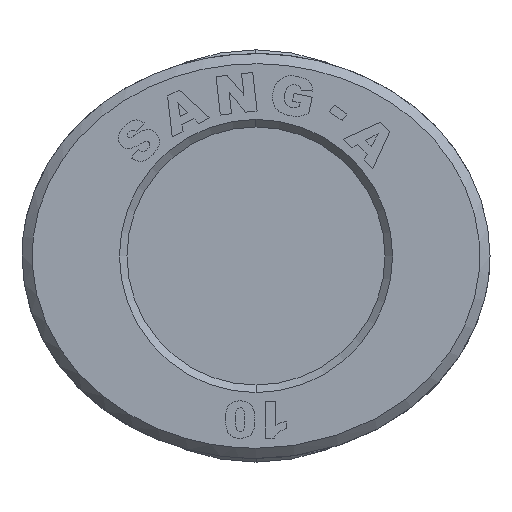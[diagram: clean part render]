
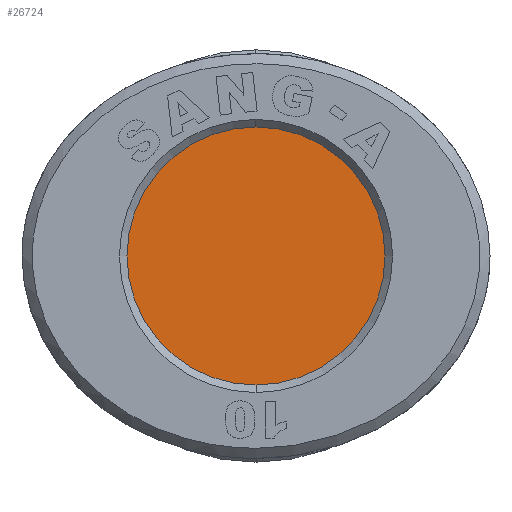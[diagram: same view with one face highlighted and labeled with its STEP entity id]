
A CAD part, left-side view. The second image highlights one B-rep face of the part: STEP entity #26724.
In plain terms, the highlighted planar face has unit normal (-1, 0, 0).
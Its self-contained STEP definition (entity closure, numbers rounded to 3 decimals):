
#409=CARTESIAN_POINT('',(-14.854,0.,5.1));
#410=VERTEX_POINT('',#409);
#419=CARTESIAN_POINT('',(-14.854,0.,-5.1));
#420=VERTEX_POINT('',#419);
#421=CARTESIAN_POINT('',(-14.854,0.,0.));
#422=DIRECTION('',(1.0,0.0,0.0));
#423=DIRECTION('',(0.0,0.0,1.0));
#424=AXIS2_PLACEMENT_3D('',#421,#422,#423);
#425=CIRCLE('',#424,5.1);
#426=EDGE_CURVE('',#410,#420,#425,.T.);
#26705=CARTESIAN_POINT('',(-14.854,0.,0.));
#26706=DIRECTION('',(1.0,0.0,0.0));
#26707=DIRECTION('',(0.0,0.0,1.0));
#26708=AXIS2_PLACEMENT_3D('',#26705,#26706,#26707);
#26709=CIRCLE('',#26708,5.1);
#26710=EDGE_CURVE('',#420,#410,#26709,.T.);
#26715=CARTESIAN_POINT('',(-14.854,0.,0.));
#26716=DIRECTION('',(1.0,0.0,0.0));
#26717=DIRECTION('',(0.0,0.0,1.0));
#26718=AXIS2_PLACEMENT_3D('',#26715,#26716,#26717);
#26719=PLANE('',#26718);
#26720=ORIENTED_EDGE('',*,*,#426,.F.);
#26721=ORIENTED_EDGE('',*,*,#26710,.F.);
#26722=EDGE_LOOP('',(#26720,#26721));
#26723=FACE_OUTER_BOUND('',#26722,.T.);
#26724=ADVANCED_FACE('',(#26723),#26719,.F.);
